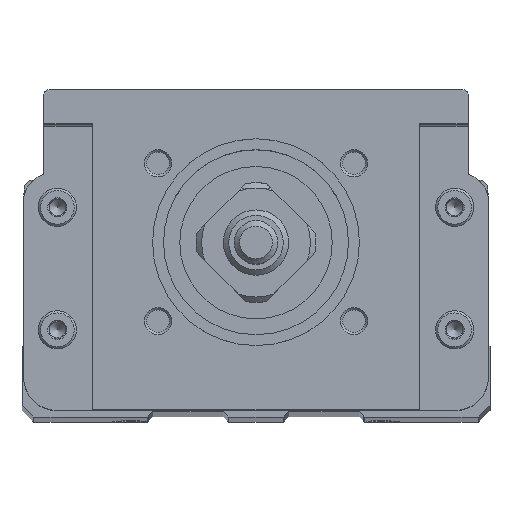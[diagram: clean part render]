
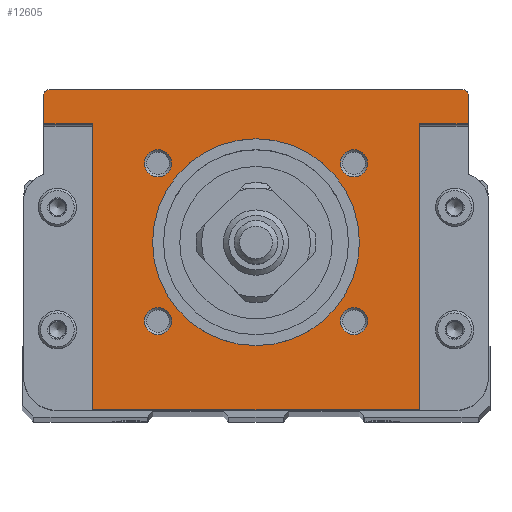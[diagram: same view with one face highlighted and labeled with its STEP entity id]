
A CAD part, top view. The second image highlights one B-rep face of the part: STEP entity #12605.
In plain terms, the highlighted face is planar.
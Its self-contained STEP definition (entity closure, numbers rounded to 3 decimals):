
#106=LINE('',#17029,#949);
#265=LINE('',#17437,#1108);
#270=LINE('',#17455,#1113);
#277=LINE('',#17479,#1120);
#445=LINE('',#18259,#1288);
#448=LINE('',#18267,#1291);
#451=LINE('',#18277,#1294);
#454=LINE('',#18285,#1297);
#949=VECTOR('',#13929,1000.);
#1108=VECTOR('',#14308,1000.);
#1113=VECTOR('',#14325,1000.);
#1120=VECTOR('',#14346,1000.);
#1288=VECTOR('',#14986,1000.);
#1291=VECTOR('',#14993,1000.);
#1294=VECTOR('',#15006,1000.);
#1297=VECTOR('',#15013,1000.);
#3758=ORIENTED_EDGE('',*,*,#5068,.T.);
#3759=ORIENTED_EDGE('',*,*,#5064,.T.);
#3760=ORIENTED_EDGE('',*,*,#5059,.T.);
#3761=ORIENTED_EDGE('',*,*,#5383,.F.);
#3762=ORIENTED_EDGE('',*,*,#5379,.F.);
#3763=ORIENTED_EDGE('',*,*,#4842,.T.);
#3764=ORIENTED_EDGE('',*,*,#5370,.T.);
#3765=ORIENTED_EDGE('',*,*,#5374,.T.);
#3766=ORIENTED_EDGE('',*,*,#5080,.T.);
#3767=ORIENTED_EDGE('',*,*,#5078,.T.);
#3768=ORIENTED_EDGE('',*,*,#5586,.T.);
#3769=ORIENTED_EDGE('',*,*,#5587,.T.);
#3770=ORIENTED_EDGE('',*,*,#5588,.T.);
#3771=ORIENTED_EDGE('',*,*,#5589,.T.);
#3772=ORIENTED_EDGE('',*,*,#5585,.T.);
#4842=EDGE_CURVE('',#6165,#6166,#106,.T.);
#5059=EDGE_CURVE('',#6304,#6305,#265,.T.);
#5064=EDGE_CURVE('',#6308,#6304,#7079,.F.);
#5068=EDGE_CURVE('',#6311,#6308,#270,.T.);
#5078=EDGE_CURVE('',#6320,#6311,#7086,.F.);
#5080=EDGE_CURVE('',#6321,#6320,#277,.T.);
#5370=EDGE_CURVE('',#6166,#6517,#445,.T.);
#5374=EDGE_CURVE('',#6517,#6321,#448,.T.);
#5379=EDGE_CURVE('',#6165,#6522,#451,.T.);
#5383=EDGE_CURVE('',#6522,#6305,#454,.T.);
#5585=EDGE_CURVE('',#6660,#6660,#7278,.T.);
#5586=EDGE_CURVE('',#6661,#6661,#7279,.T.);
#5587=EDGE_CURVE('',#6662,#6662,#7280,.T.);
#5588=EDGE_CURVE('',#6663,#6663,#7281,.T.);
#5589=EDGE_CURVE('',#6664,#6664,#7282,.T.);
#6165=VERTEX_POINT('',#17030);
#6166=VERTEX_POINT('',#17031);
#6304=VERTEX_POINT('',#17438);
#6305=VERTEX_POINT('',#17439);
#6308=VERTEX_POINT('',#17448);
#6311=VERTEX_POINT('',#17456);
#6320=VERTEX_POINT('',#17476);
#6321=VERTEX_POINT('',#17480);
#6517=VERTEX_POINT('',#18260);
#6522=VERTEX_POINT('',#18278);
#6660=VERTEX_POINT('',#18801);
#6661=VERTEX_POINT('',#18804);
#6662=VERTEX_POINT('',#18806);
#6663=VERTEX_POINT('',#18808);
#6664=VERTEX_POINT('',#18810);
#7079=CIRCLE('',#12988,1.);
#7086=CIRCLE('',#12997,1.);
#7278=CIRCLE('',#13499,19.);
#7279=CIRCLE('',#13501,2.5);
#7280=CIRCLE('',#13502,2.5);
#7281=CIRCLE('',#13503,2.5);
#7282=CIRCLE('',#13504,2.5);
#7886=EDGE_LOOP('',(#3758,#3759,#3760,#3761,#3762,#3763,#3764,#3765,#3766,
#3767));
#7887=EDGE_LOOP('',(#3768));
#7888=EDGE_LOOP('',(#3769));
#7889=EDGE_LOOP('',(#3770));
#7890=EDGE_LOOP('',(#3771));
#7891=EDGE_LOOP('',(#3772));
#8711=FACE_BOUND('',#7886,.T.);
#8712=FACE_BOUND('',#7887,.T.);
#8713=FACE_BOUND('',#7888,.T.);
#8714=FACE_BOUND('',#7889,.T.);
#8715=FACE_BOUND('',#7890,.T.);
#8716=FACE_BOUND('',#7891,.T.);
#9254=PLANE('',#13500);
#12605=ADVANCED_FACE('',(#8711,#8712,#8713,#8714,#8715,#8716),#9254,.F.);
#12988=AXIS2_PLACEMENT_3D('',#17447,#14316,#14317);
#12997=AXIS2_PLACEMENT_3D('',#17475,#14341,#14342);
#13499=AXIS2_PLACEMENT_3D('',#18800,#15616,#15617);
#13500=AXIS2_PLACEMENT_3D('',#18802,#15618,#15619);
#13501=AXIS2_PLACEMENT_3D('',#18803,#15620,#15621);
#13502=AXIS2_PLACEMENT_3D('',#18805,#15622,#15623);
#13503=AXIS2_PLACEMENT_3D('',#18807,#15624,#15625);
#13504=AXIS2_PLACEMENT_3D('',#18809,#15626,#15627);
#13929=DIRECTION('',(0.,0.,1.));
#14308=DIRECTION('',(0.,-1.,0.));
#14316=DIRECTION('',(1.,0.,0.));
#14317=DIRECTION('',(0.,0.,-1.));
#14325=DIRECTION('',(0.,0.,-1.));
#14341=DIRECTION('',(1.,0.,0.));
#14342=DIRECTION('',(0.,0.,-1.));
#14346=DIRECTION('',(0.,1.,0.));
#14986=DIRECTION('',(0.,1.,0.));
#14993=DIRECTION('',(0.,0.,1.));
#15006=DIRECTION('',(0.,1.,0.));
#15013=DIRECTION('',(0.,0.,-1.));
#15616=DIRECTION('',(1.,0.,0.));
#15617=DIRECTION('',(0.,0.,-1.));
#15618=DIRECTION('',(1.,0.,0.));
#15619=DIRECTION('',(0.,0.,-1.));
#15620=DIRECTION('',(1.,0.,0.));
#15621=DIRECTION('',(0.,0.,-1.));
#15622=DIRECTION('',(1.,0.,0.));
#15623=DIRECTION('',(0.,0.,-1.));
#15624=DIRECTION('',(1.,0.,0.));
#15625=DIRECTION('',(0.,0.,-1.));
#15626=DIRECTION('',(1.,0.,0.));
#15627=DIRECTION('',(0.,0.,-1.));
#17029=CARTESIAN_POINT('',(-72.5,-30.8,36.7));
#17030=CARTESIAN_POINT('',(-72.5,-30.8,-30.));
#17031=CARTESIAN_POINT('',(-72.5,-30.8,30.));
#17437=CARTESIAN_POINT('',(-72.5,12.528,-39.));
#17438=CARTESIAN_POINT('',(-72.5,27.,-39.));
#17439=CARTESIAN_POINT('',(-72.5,21.8,-39.));
#17447=CARTESIAN_POINT('',(-72.5,27.,-38.));
#17448=CARTESIAN_POINT('',(-72.5,28.,-38.));
#17455=CARTESIAN_POINT('',(-72.5,28.,-38.));
#17456=CARTESIAN_POINT('',(-72.5,28.,38.));
#17475=CARTESIAN_POINT('',(-72.5,27.,38.));
#17476=CARTESIAN_POINT('',(-72.5,27.,39.));
#17479=CARTESIAN_POINT('',(-72.5,27.,39.));
#17480=CARTESIAN_POINT('',(-72.5,21.8,39.));
#18259=CARTESIAN_POINT('',(-72.5,21.3,30.));
#18260=CARTESIAN_POINT('',(-72.5,21.8,30.));
#18267=CARTESIAN_POINT('',(-72.5,21.8,45.));
#18277=CARTESIAN_POINT('',(-72.5,21.3,-30.));
#18278=CARTESIAN_POINT('',(-72.5,21.8,-30.));
#18285=CARTESIAN_POINT('',(-72.5,21.8,-45.));
#18800=CARTESIAN_POINT('',(-72.5,0.,0.));
#18801=CARTESIAN_POINT('',(-72.5,0.,-19.));
#18802=CARTESIAN_POINT('',(-72.5,19.,0.));
#18803=CARTESIAN_POINT('',(-72.5,14.5,18.));
#18804=CARTESIAN_POINT('',(-72.5,14.5,15.5));
#18805=CARTESIAN_POINT('',(-72.5,-14.5,18.));
#18806=CARTESIAN_POINT('',(-72.5,-14.5,15.5));
#18807=CARTESIAN_POINT('',(-72.5,-14.5,-18.));
#18808=CARTESIAN_POINT('',(-72.5,-14.5,-20.5));
#18809=CARTESIAN_POINT('',(-72.5,14.5,-18.));
#18810=CARTESIAN_POINT('',(-72.5,14.5,-20.5));
